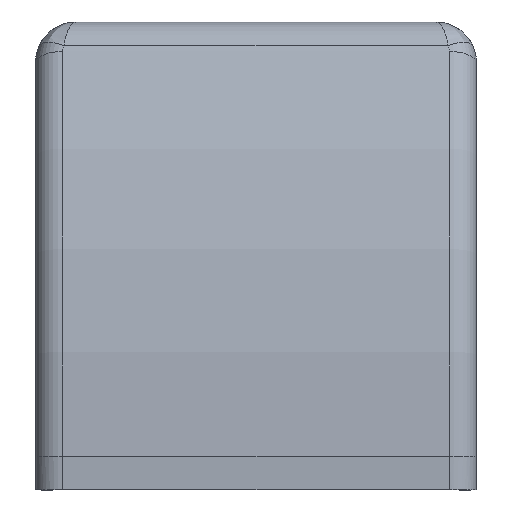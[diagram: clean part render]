
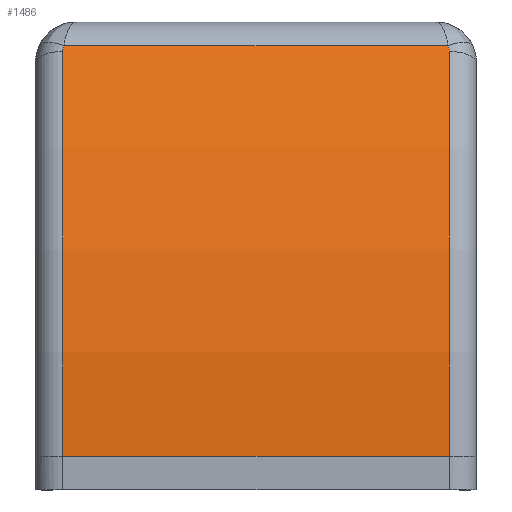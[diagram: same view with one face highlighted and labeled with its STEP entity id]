
A CAD part, left-side view. The second image highlights one B-rep face of the part: STEP entity #1486.
In plain terms, the highlighted cylindrical face has radius 288.067 mm (diameter 576.133 mm), a partial arc.
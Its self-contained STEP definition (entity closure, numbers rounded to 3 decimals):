
#7 = VECTOR ( 'NONE', #463, 1000. ) ;
#104 = CARTESIAN_POINT ( 'NONE',  ( -54.129, 57., 51.313 ) ) ;
#115 = CARTESIAN_POINT ( 'NONE',  ( -53.336, -56.63, 53.042 ) ) ;
#149 = EDGE_CURVE ( 'NONE', #481, #528, #1151, .T. ) ;
#191 = CIRCLE ( 'NONE', #1897, 288.067 ) ;
#228 = EDGE_CURVE ( 'NONE', #536, #1720, #344, .T. ) ;
#267 = CARTESIAN_POINT ( 'NONE',  ( -53.86, -56.969, 51.905 ) ) ;
#268 = CIRCLE ( 'NONE', #1263, 288.067 ) ;
#326 = EDGE_CURVE ( 'NONE', #528, #1957, #339, .T. ) ;
#339 = B_SPLINE_CURVE_WITH_KNOTS ( 'NONE', 3,
 ( #1940, #416, #1438, #104 ),
 .UNSPECIFIED., .F., .F.,
 ( 4, 4 ),
 ( 0., 0.002 ),
 .UNSPECIFIED. ) ;
#344 = LINE ( 'NONE', #1691, #1537 ) ;
#356 = VERTEX_POINT ( 'NONE', #763 ) ;
#387 = EDGE_CURVE ( 'NONE', #356, #481, #1131, .T. ) ;
#416 = CARTESIAN_POINT ( 'NONE',  ( -53.589, 56.876, 52.494 ) ) ;
#434 = ORIENTED_EDGE ( 'NONE', *, *, #228, .T. ) ;
#463 = DIRECTION ( 'NONE',  ( 0., 1., 0. ) ) ;
#466 = DIRECTION ( 'NONE',  ( 0., 0., 1. ) ) ;
#470 = CARTESIAN_POINT ( 'NONE',  ( -54.129, -57., 51.313 ) ) ;
#481 = VERTEX_POINT ( 'NONE', #115 ) ;
#484 = DIRECTION ( 'NONE',  ( 0., -1., 0. ) ) ;
#518 = DIRECTION ( 'NONE',  ( 0., 0., -1. ) ) ;
#528 = VERTEX_POINT ( 'NONE', #1194 ) ;
#536 = VERTEX_POINT ( 'NONE', #692 ) ;
#551 = DIRECTION ( 'NONE',  ( 0., -1., 0. ) ) ;
#597 = ORIENTED_EDGE ( 'NONE', *, *, #387, .T. ) ;
#603 = CARTESIAN_POINT ( 'NONE',  ( -53.463, -56.754, 52.767 ) ) ;
#692 = CARTESIAN_POINT ( 'NONE',  ( -80., 57., -68. ) ) ;
#763 = CARTESIAN_POINT ( 'NONE',  ( -54.129, -57., 51.313 ) ) ;
#778 = CARTESIAN_POINT ( 'NONE',  ( -53.336, -56.63, 53.042 ) ) ;
#809 = CARTESIAN_POINT ( 'NONE',  ( 208.067, 65., -68. ) ) ;
#868 = ORIENTED_EDGE ( 'NONE', *, *, #1848, .T. ) ;
#939 = EDGE_CURVE ( 'NONE', #1957, #536, #191, .T. ) ;
#986 = ORIENTED_EDGE ( 'NONE', *, *, #326, .T. ) ;
#1131 = B_SPLINE_CURVE_WITH_KNOTS ( 'NONE', 3,
 ( #470, #1271, #267, #1949, #603, #778 ),
 .UNSPECIFIED., .F., .F.,
 ( 4, 2, 4 ),
 ( 0., 0.001, 0.002 ),
 .UNSPECIFIED. ) ;
#1151 = LINE ( 'NONE', #1986, #7 ) ;
#1156 = AXIS2_PLACEMENT_3D ( 'NONE', #809, #484, #518 ) ;
#1167 = CARTESIAN_POINT ( 'NONE',  ( 208.067, 57., -68. ) ) ;
#1178 = DIRECTION ( 'NONE',  ( 0., -1., 0. ) ) ;
#1194 = CARTESIAN_POINT ( 'NONE',  ( -53.336, 56.63, 53.042 ) ) ;
#1255 = CARTESIAN_POINT ( 'NONE',  ( -80., -57., -68. ) ) ;
#1263 = AXIS2_PLACEMENT_3D ( 'NONE', #2090, #2098, #1319 ) ;
#1271 = CARTESIAN_POINT ( 'NONE',  ( -53.994, -57., 51.612 ) ) ;
#1319 = DIRECTION ( 'NONE',  ( 0., 0., 1. ) ) ;
#1379 = CARTESIAN_POINT ( 'NONE',  ( -54.129, 57., 51.313 ) ) ;
#1438 = CARTESIAN_POINT ( 'NONE',  ( -53.859, 57., 51.907 ) ) ;
#1486 = ADVANCED_FACE ( 'NONE', ( #1502 ), #1641, .T. ) ;
#1502 = FACE_OUTER_BOUND ( 'NONE', #2145, .T. ) ;
#1537 = VECTOR ( 'NONE', #551, 1000. ) ;
#1641 = CYLINDRICAL_SURFACE ( 'NONE', #1156, 288.067 ) ;
#1691 = CARTESIAN_POINT ( 'NONE',  ( -80., 65., -68. ) ) ;
#1720 = VERTEX_POINT ( 'NONE', #1255 ) ;
#1799 = ORIENTED_EDGE ( 'NONE', *, *, #939, .T. ) ;
#1848 = EDGE_CURVE ( 'NONE', #1720, #356, #268, .T. ) ;
#1897 = AXIS2_PLACEMENT_3D ( 'NONE', #1167, #1178, #466 ) ;
#1940 = CARTESIAN_POINT ( 'NONE',  ( -53.336, 56.63, 53.042 ) ) ;
#1949 = CARTESIAN_POINT ( 'NONE',  ( -53.595, -56.846, 52.482 ) ) ;
#1957 = VERTEX_POINT ( 'NONE', #1379 ) ;
#1986 = CARTESIAN_POINT ( 'NONE',  ( -53.336, 65., 53.042 ) ) ;
#2022 = ORIENTED_EDGE ( 'NONE', *, *, #149, .T. ) ;
#2090 = CARTESIAN_POINT ( 'NONE',  ( 208.067, -57., -68. ) ) ;
#2098 = DIRECTION ( 'NONE',  ( 0., 1., 0. ) ) ;
#2145 = EDGE_LOOP ( 'NONE', ( #868, #597, #2022, #986, #1799, #434 ) ) ;
